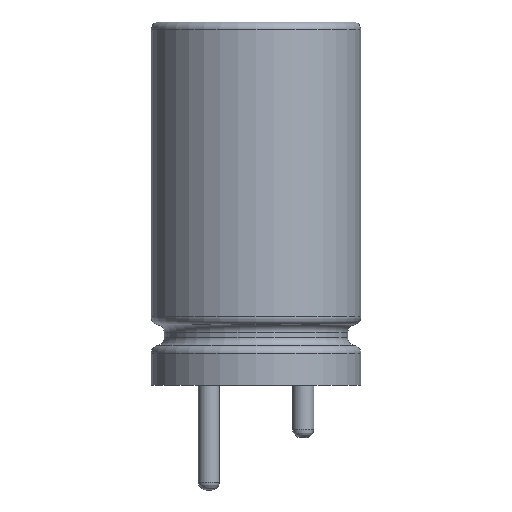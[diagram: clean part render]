
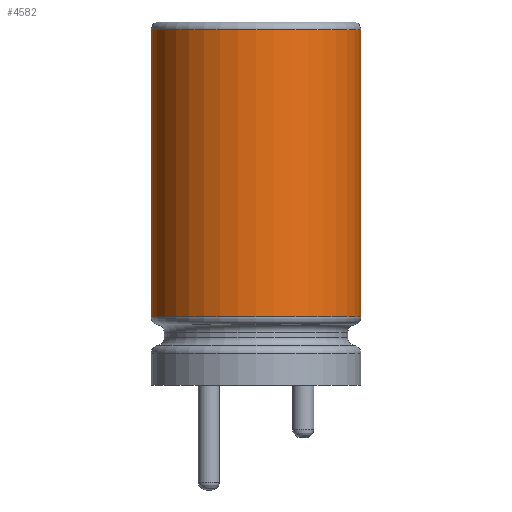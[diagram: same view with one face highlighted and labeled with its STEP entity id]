
A CAD part, front view. The second image highlights one B-rep face of the part: STEP entity #4582.
In plain terms, the highlighted cylindrical face has radius 4 mm (diameter 8 mm), a full revolution.
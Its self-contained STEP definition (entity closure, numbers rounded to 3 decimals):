
#556=CYLINDRICAL_SURFACE('',#4861,4.);
#577=LINE('',#5538,#916);
#916=VECTOR('',#4982,4.);
#1323=FACE_OUTER_BOUND('',#1584,.T.);
#1584=EDGE_LOOP('',(#3110,#3111,#3112,#3113,#3114,#3115));
#1855=CIRCLE('',#4855,4.);
#1858=CIRCLE('',#4858,4.);
#1860=CIRCLE('',#4862,4.);
#1861=CIRCLE('',#4863,4.);
#1886=VERTEX_POINT('',#5524);
#1887=VERTEX_POINT('',#5525);
#1891=VERTEX_POINT('',#5537);
#1892=VERTEX_POINT('',#5539);
#2372=EDGE_CURVE('',#1886,#1887,#1855,.T.);
#2375=EDGE_CURVE('',#1887,#1886,#1858,.T.);
#2378=EDGE_CURVE('',#1886,#1891,#577,.T.);
#2379=EDGE_CURVE('',#1892,#1891,#1860,.T.);
#2380=EDGE_CURVE('',#1891,#1892,#1861,.T.);
#3110=ORIENTED_EDGE('',*,*,#2372,.F.);
#3111=ORIENTED_EDGE('',*,*,#2378,.T.);
#3112=ORIENTED_EDGE('',*,*,#2379,.F.);
#3113=ORIENTED_EDGE('',*,*,#2380,.F.);
#3114=ORIENTED_EDGE('',*,*,#2378,.F.);
#3115=ORIENTED_EDGE('',*,*,#2375,.F.);
#4582=ADVANCED_FACE('',(#1323),#556,.T.);
#4855=AXIS2_PLACEMENT_3D('',#5526,#4967,#4968);
#4858=AXIS2_PLACEMENT_3D('',#5530,#4973,#4974);
#4861=AXIS2_PLACEMENT_3D('',#5536,#4980,#4981);
#4862=AXIS2_PLACEMENT_3D('',#5540,#4983,#4984);
#4863=AXIS2_PLACEMENT_3D('',#5541,#4985,#4986);
#4967=DIRECTION('center_axis',(0.,0.,1.));
#4968=DIRECTION('ref_axis',(1.,0.,0.));
#4973=DIRECTION('center_axis',(0.,0.,1.));
#4974=DIRECTION('ref_axis',(1.,0.,0.));
#4980=DIRECTION('center_axis',(0.,0.,1.));
#4981=DIRECTION('ref_axis',(1.,0.,0.));
#4982=DIRECTION('',(0.,0.,-1.));
#4983=DIRECTION('center_axis',(0.,0.,-1.));
#4984=DIRECTION('ref_axis',(-1.,0.,0.));
#4985=DIRECTION('center_axis',(0.,0.,-1.));
#4986=DIRECTION('ref_axis',(-1.,0.,0.));
#5524=CARTESIAN_POINT('',(-4.,0.,13.55));
#5525=CARTESIAN_POINT('',(4.,0.,13.55));
#5526=CARTESIAN_POINT('Origin',(0.,0.,13.55));
#5530=CARTESIAN_POINT('Origin',(0.,0.,13.55));
#5536=CARTESIAN_POINT('Origin',(0.,0.,8.05));
#5537=CARTESIAN_POINT('',(-4.,0.,2.6));
#5538=CARTESIAN_POINT('',(-4.,0.,8.05));
#5539=CARTESIAN_POINT('',(4.,0.,2.6));
#5540=CARTESIAN_POINT('Origin',(0.,0.,2.6));
#5541=CARTESIAN_POINT('Origin',(0.,0.,2.6));
